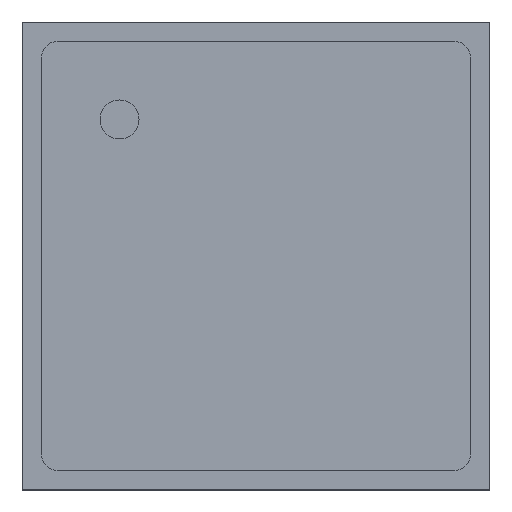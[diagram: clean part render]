
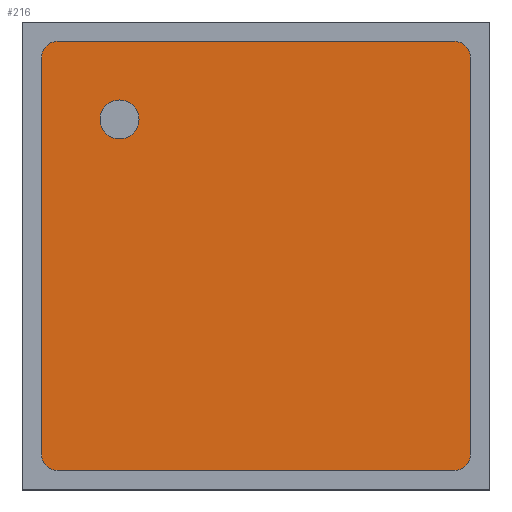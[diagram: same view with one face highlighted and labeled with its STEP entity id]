
A CAD part, top view. The second image highlights one B-rep face of the part: STEP entity #216.
In plain terms, the highlighted planar face has unit normal (0, 0, 1).
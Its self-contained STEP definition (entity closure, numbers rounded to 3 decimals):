
#4 = CIRCLE ( 'NONE', #823, 0.4 ) ;
#21 = AXIS2_PLACEMENT_3D ( 'NONE', #25, #512, #334 ) ;
#25 = CARTESIAN_POINT ( 'NONE',  ( 5.1, 5.1, 1.5 ) ) ;
#40 = EDGE_CURVE ( 'NONE', #581, #460, #4, .T. ) ;
#43 = VERTEX_POINT ( 'NONE', #722 ) ;
#51 = DIRECTION ( 'NONE',  ( -1., 0., 0. ) ) ;
#58 = FACE_BOUND ( 'NONE', #194, .T. ) ;
#71 = EDGE_CURVE ( 'NONE', #235, #529, #787, .T. ) ;
#75 = CARTESIAN_POINT ( 'NONE',  ( -5.5, -5.1, 1.5 ) ) ;
#77 = CARTESIAN_POINT ( 'NONE',  ( -4., 3.5, 1.5 ) ) ;
#86 = DIRECTION ( 'NONE',  ( 1., 0., 0. ) ) ;
#109 = CIRCLE ( 'NONE', #572, 0.5 ) ;
#112 = CIRCLE ( 'NONE', #163, 0.5 ) ;
#135 = ORIENTED_EDGE ( 'NONE', *, *, #173, .F. ) ;
#144 = CARTESIAN_POINT ( 'NONE',  ( 5.5, 5.1, 1.5 ) ) ;
#146 = DIRECTION ( 'NONE',  ( 1., 0., 0. ) ) ;
#163 = AXIS2_PLACEMENT_3D ( 'NONE', #349, #536, #624 ) ;
#173 = EDGE_CURVE ( 'NONE', #519, #387, #112, .T. ) ;
#194 = EDGE_LOOP ( 'NONE', ( #135, #513 ) ) ;
#195 = DIRECTION ( 'NONE',  ( 0., 0., 1. ) ) ;
#207 = CARTESIAN_POINT ( 'NONE',  ( -5.5, 5.1, 1.5 ) ) ;
#210 = DIRECTION ( 'NONE',  ( 0., 1., 0. ) ) ;
#212 = ORIENTED_EDGE ( 'NONE', *, *, #708, .T. ) ;
#216 = ADVANCED_FACE ( 'NONE', ( #58, #560 ), #744, .T. ) ;
#219 = CARTESIAN_POINT ( 'NONE',  ( 5.5, 5.1, 1.5 ) ) ;
#235 = VERTEX_POINT ( 'NONE', #625 ) ;
#251 = DIRECTION ( 'NONE',  ( 1., 0., 0. ) ) ;
#258 = CARTESIAN_POINT ( 'NONE',  ( -5.1, -5.1, 1.5 ) ) ;
#270 = DIRECTION ( 'NONE',  ( 0., 0., 1. ) ) ;
#277 = VECTOR ( 'NONE', #651, 1000. ) ;
#278 = VERTEX_POINT ( 'NONE', #449 ) ;
#294 = EDGE_CURVE ( 'NONE', #387, #519, #109, .T. ) ;
#334 = DIRECTION ( 'NONE',  ( -1., 0., 0. ) ) ;
#335 = ORIENTED_EDGE ( 'NONE', *, *, #385, .T. ) ;
#341 = AXIS2_PLACEMENT_3D ( 'NONE', #803, #352, #86 ) ;
#349 = CARTESIAN_POINT ( 'NONE',  ( -3.5, 3.5, 1.5 ) ) ;
#352 = DIRECTION ( 'NONE',  ( 0., 0., 1. ) ) ;
#361 = VERTEX_POINT ( 'NONE', #407 ) ;
#385 = EDGE_CURVE ( 'NONE', #361, #581, #777, .T. ) ;
#387 = VERTEX_POINT ( 'NONE', #77 ) ;
#407 = CARTESIAN_POINT ( 'NONE',  ( -5.5, 5.1, 1.5 ) ) ;
#420 = CIRCLE ( 'NONE', #341, 0.4 ) ;
#423 = ORIENTED_EDGE ( 'NONE', *, *, #637, .T. ) ;
#429 = AXIS2_PLACEMENT_3D ( 'NONE', #433, #443, #690 ) ;
#433 = CARTESIAN_POINT ( 'NONE',  ( -5.1, -5.1, 1.5 ) ) ;
#434 = CARTESIAN_POINT ( 'NONE',  ( 5.1, -5.5, 1.5 ) ) ;
#443 = DIRECTION ( 'NONE',  ( 0., 0., 1. ) ) ;
#444 = DIRECTION ( 'NONE',  ( 1., 0., 0. ) ) ;
#449 = CARTESIAN_POINT ( 'NONE',  ( 5.1, 5.5, 1.5 ) ) ;
#460 = VERTEX_POINT ( 'NONE', #764 ) ;
#463 = ORIENTED_EDGE ( 'NONE', *, *, #805, .T. ) ;
#466 = LINE ( 'NONE', #800, #510 ) ;
#495 = LINE ( 'NONE', #817, #585 ) ;
#503 = DIRECTION ( 'NONE',  ( 0., 0., 1. ) ) ;
#510 = VECTOR ( 'NONE', #737, 1000. ) ;
#512 = DIRECTION ( 'NONE',  ( 0., 0., 1. ) ) ;
#513 = ORIENTED_EDGE ( 'NONE', *, *, #294, .F. ) ;
#519 = VERTEX_POINT ( 'NONE', #639 ) ;
#529 = VERTEX_POINT ( 'NONE', #144 ) ;
#536 = DIRECTION ( 'NONE',  ( 0., 0., 1. ) ) ;
#542 = AXIS2_PLACEMENT_3D ( 'NONE', #749, #503, #251 ) ;
#543 = VECTOR ( 'NONE', #210, 1000. ) ;
#546 = EDGE_CURVE ( 'NONE', #529, #278, #553, .T. ) ;
#553 = CIRCLE ( 'NONE', #21, 0.4 ) ;
#560 = FACE_OUTER_BOUND ( 'NONE', #772, .T. ) ;
#571 = ORIENTED_EDGE ( 'NONE', *, *, #40, .T. ) ;
#572 = AXIS2_PLACEMENT_3D ( 'NONE', #720, #270, #146 ) ;
#581 = VERTEX_POINT ( 'NONE', #75 ) ;
#585 = VECTOR ( 'NONE', #51, 1000. ) ;
#587 = CIRCLE ( 'NONE', #542, 0.4 ) ;
#624 = DIRECTION ( 'NONE',  ( 1., 0., 0. ) ) ;
#625 = CARTESIAN_POINT ( 'NONE',  ( 5.5, -5.1, 1.5 ) ) ;
#637 = EDGE_CURVE ( 'NONE', #719, #235, #420, .T. ) ;
#639 = CARTESIAN_POINT ( 'NONE',  ( -3., 3.5, 1.5 ) ) ;
#651 = DIRECTION ( 'NONE',  ( 0., -1., 0. ) ) ;
#690 = DIRECTION ( 'NONE',  ( 1., 0., 0. ) ) ;
#691 = EDGE_CURVE ( 'NONE', #278, #43, #495, .T. ) ;
#708 = EDGE_CURVE ( 'NONE', #43, #361, #587, .T. ) ;
#719 = VERTEX_POINT ( 'NONE', #434 ) ;
#720 = CARTESIAN_POINT ( 'NONE',  ( -3.5, 3.5, 1.5 ) ) ;
#722 = CARTESIAN_POINT ( 'NONE',  ( -5.1, 5.5, 1.5 ) ) ;
#727 = ORIENTED_EDGE ( 'NONE', *, *, #71, .T. ) ;
#737 = DIRECTION ( 'NONE',  ( 1., 0., 0. ) ) ;
#744 = PLANE ( 'NONE',  #429 ) ;
#746 = ORIENTED_EDGE ( 'NONE', *, *, #691, .T. ) ;
#749 = CARTESIAN_POINT ( 'NONE',  ( -5.1, 5.1, 1.5 ) ) ;
#764 = CARTESIAN_POINT ( 'NONE',  ( -5.1, -5.5, 1.5 ) ) ;
#772 = EDGE_LOOP ( 'NONE', ( #571, #463, #423, #727, #789, #746, #212, #335 ) ) ;
#777 = LINE ( 'NONE', #207, #277 ) ;
#787 = LINE ( 'NONE', #219, #543 ) ;
#789 = ORIENTED_EDGE ( 'NONE', *, *, #546, .T. ) ;
#800 = CARTESIAN_POINT ( 'NONE',  ( -5.1, -5.5, 1.5 ) ) ;
#803 = CARTESIAN_POINT ( 'NONE',  ( 5.1, -5.1, 1.5 ) ) ;
#805 = EDGE_CURVE ( 'NONE', #460, #719, #466, .T. ) ;
#817 = CARTESIAN_POINT ( 'NONE',  ( -5.1, 5.5, 1.5 ) ) ;
#823 = AXIS2_PLACEMENT_3D ( 'NONE', #258, #195, #444 ) ;
